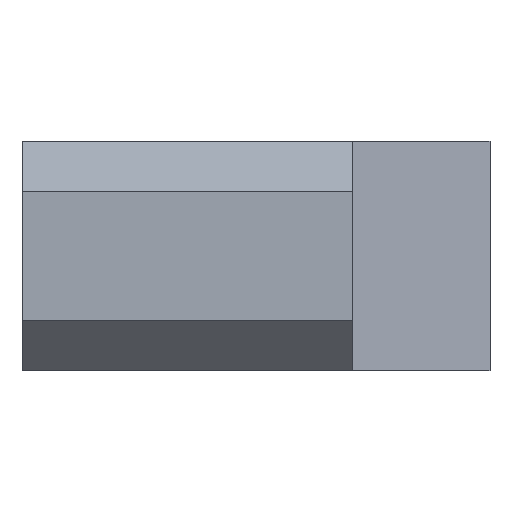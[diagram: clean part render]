
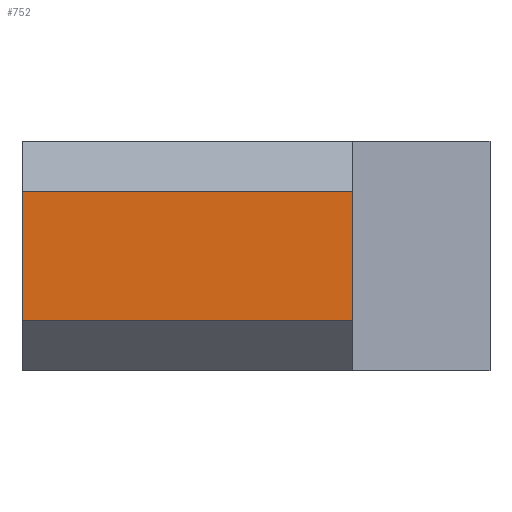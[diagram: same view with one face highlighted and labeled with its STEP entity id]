
A CAD part, front view. The second image highlights one B-rep face of the part: STEP entity #752.
In plain terms, the highlighted planar face has unit normal (0, -1, 0).
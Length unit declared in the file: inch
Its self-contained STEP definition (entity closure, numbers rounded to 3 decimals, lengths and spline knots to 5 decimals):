
#14 = CARTESIAN_POINT ( 'NONE',  ( 0.0625, -0.9375, -0.075 ) ) ;
#26 = CARTESIAN_POINT ( 'NONE',  ( 0., -0.9375, -0.075 ) ) ;
#107 = ORIENTED_EDGE ( 'NONE', *, *, #664, .T. ) ;
#150 = PLANE ( 'NONE',  #831 ) ;
#177 = VECTOR ( 'NONE', #228, 39.37008 ) ;
#228 = DIRECTION ( 'NONE',  ( 0., 0., 1. ) ) ;
#321 = EDGE_CURVE ( 'NONE', #795, #709, #675, .T. ) ;
#324 = DIRECTION ( 'NONE',  ( -1., 0., 0. ) ) ;
#347 = VERTEX_POINT ( 'NONE', #492 ) ;
#368 = CARTESIAN_POINT ( 'NONE',  ( 0.0625, -0.9375, -0.26875 ) ) ;
#381 = CARTESIAN_POINT ( 'NONE',  ( 0.0625, -0.9375, -0.34375 ) ) ;
#427 = CARTESIAN_POINT ( 'NONE',  ( 0.7625, -0.9375, -0.26875 ) ) ;
#450 = CARTESIAN_POINT ( 'NONE',  ( 0.7625, -0.9375, -0.34375 ) ) ;
#492 = CARTESIAN_POINT ( 'NONE',  ( 0.5575, -0.9375, -0.26875 ) ) ;
#518 = LINE ( 'NONE', #599, #177 ) ;
#550 = EDGE_CURVE ( 'NONE', #709, #347, #727, .T. ) ;
#599 = CARTESIAN_POINT ( 'NONE',  ( 0.5575, -0.9375, -0.34375 ) ) ;
#635 = LINE ( 'NONE', #26, #921 ) ;
#651 = DIRECTION ( 'NONE',  ( 1., 0., 0. ) ) ;
#664 = EDGE_CURVE ( 'NONE', #347, #790, #518, .T. ) ;
#675 = LINE ( 'NONE', #381, #954 ) ;
#709 = VERTEX_POINT ( 'NONE', #368 ) ;
#727 = LINE ( 'NONE', #427, #920 ) ;
#752 = ADVANCED_FACE ( 'NONE', ( #978 ), #150, .T. ) ;
#756 = DIRECTION ( 'NONE',  ( 0., -1., 0. ) ) ;
#790 = VERTEX_POINT ( 'NONE', #851 ) ;
#793 = ORIENTED_EDGE ( 'NONE', *, *, #837, .T. ) ;
#795 = VERTEX_POINT ( 'NONE', #14 ) ;
#801 = ORIENTED_EDGE ( 'NONE', *, *, #321, .T. ) ;
#828 = DIRECTION ( 'NONE',  ( 0., 0., -1. ) ) ;
#831 = AXIS2_PLACEMENT_3D ( 'NONE', #450, #756, #906 ) ;
#837 = EDGE_CURVE ( 'NONE', #790, #795, #635, .T. ) ;
#851 = CARTESIAN_POINT ( 'NONE',  ( 0.5575, -0.9375, -0.075 ) ) ;
#882 = EDGE_LOOP ( 'NONE', ( #793, #801, #928, #107 ) ) ;
#906 = DIRECTION ( 'NONE',  ( 0., 0., -1. ) ) ;
#920 = VECTOR ( 'NONE', #651, 39.37008 ) ;
#921 = VECTOR ( 'NONE', #324, 39.37008 ) ;
#928 = ORIENTED_EDGE ( 'NONE', *, *, #550, .T. ) ;
#954 = VECTOR ( 'NONE', #828, 39.37008 ) ;
#978 = FACE_OUTER_BOUND ( 'NONE', #882, .T. ) ;
